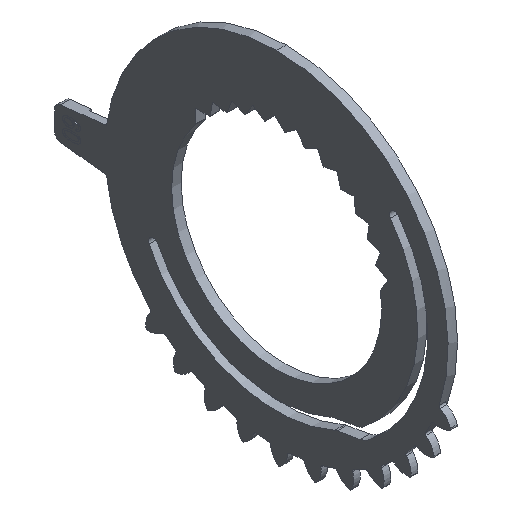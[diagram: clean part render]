
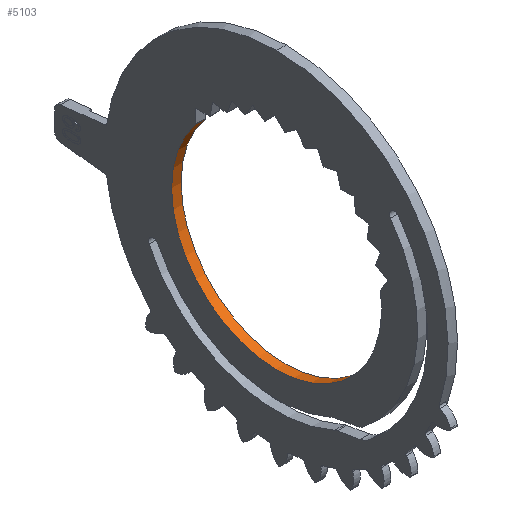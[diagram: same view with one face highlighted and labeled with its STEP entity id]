
A CAD part, isometric view. The second image highlights one B-rep face of the part: STEP entity #5103.
In plain terms, the highlighted cylindrical face has radius 15.5 mm (diameter 31 mm), a partial arc.
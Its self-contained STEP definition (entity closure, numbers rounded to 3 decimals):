
#2 = CARTESIAN_POINT ( 'NONE',  ( 1.4, 11.96, 9.859 ) ) ;
#29 = VECTOR ( 'NONE', #7233, 1000. ) ;
#185 = LINE ( 'NONE', #7234, #5795 ) ;
#288 = DIRECTION ( 'NONE',  ( 0., 0., -1. ) ) ;
#297 = CARTESIAN_POINT ( 'NONE',  ( 1.4, 11.96, 9.859 ) ) ;
#318 = VERTEX_POINT ( 'NONE', #6911 ) ;
#370 = ORIENTED_EDGE ( 'NONE', *, *, #1179, .F. ) ;
#373 = EDGE_LOOP ( 'NONE', ( #370, #3706, #1453, #3575 ) ) ;
#475 = CIRCLE ( 'NONE', #1571, 15.5 ) ;
#747 = CARTESIAN_POINT ( 'NONE',  ( 1.4, 0., 0. ) ) ;
#1179 = EDGE_CURVE ( 'NONE', #318, #1358, #185, .T. ) ;
#1323 = FACE_OUTER_BOUND ( 'NONE', #373, .T. ) ;
#1358 = VERTEX_POINT ( 'NONE', #7641 ) ;
#1436 = DIRECTION ( 'NONE',  ( 0., 0., 1. ) ) ;
#1453 = ORIENTED_EDGE ( 'NONE', *, *, #7033, .T. ) ;
#1461 = EDGE_CURVE ( 'NONE', #1358, #4332, #2323, .T. ) ;
#1571 = AXIS2_PLACEMENT_3D ( 'NONE', #747, #4425, #288 ) ;
#2056 = CARTESIAN_POINT ( 'NONE',  ( 0., 11.96, 9.859 ) ) ;
#2163 = DIRECTION ( 'NONE',  ( 1., 0., 0. ) ) ;
#2198 = CARTESIAN_POINT ( 'NONE',  ( 0., 0., 0. ) ) ;
#2308 = AXIS2_PLACEMENT_3D ( 'NONE', #5550, #2669, #1436 ) ;
#2323 = CIRCLE ( 'NONE', #2694, 15.5 ) ;
#2669 = DIRECTION ( 'NONE',  ( -1., 0., 0. ) ) ;
#2694 = AXIS2_PLACEMENT_3D ( 'NONE', #2198, #2163, #4019 ) ;
#2820 = VERTEX_POINT ( 'NONE', #2 ) ;
#3575 = ORIENTED_EDGE ( 'NONE', *, *, #1461, .F. ) ;
#3706 = ORIENTED_EDGE ( 'NONE', *, *, #5212, .T. ) ;
#3776 = DIRECTION ( 'NONE',  ( -1., 0., 0. ) ) ;
#4019 = DIRECTION ( 'NONE',  ( 0., 0., -1. ) ) ;
#4332 = VERTEX_POINT ( 'NONE', #2056 ) ;
#4363 = LINE ( 'NONE', #297, #29 ) ;
#4425 = DIRECTION ( 'NONE',  ( 1., 0., 0. ) ) ;
#5103 = ADVANCED_FACE ( 'NONE', ( #1323 ), #5588, .F. ) ;
#5212 = EDGE_CURVE ( 'NONE', #318, #2820, #475, .T. ) ;
#5550 = CARTESIAN_POINT ( 'NONE',  ( 1.4, 0., 0. ) ) ;
#5588 = CYLINDRICAL_SURFACE ( 'NONE', #2308, 15.5 ) ;
#5795 = VECTOR ( 'NONE', #3776, 1000. ) ;
#6911 = CARTESIAN_POINT ( 'NONE',  ( 1.4, -15.33, 2.291 ) ) ;
#7033 = EDGE_CURVE ( 'NONE', #2820, #4332, #4363, .T. ) ;
#7233 = DIRECTION ( 'NONE',  ( -1., 0., 0. ) ) ;
#7234 = CARTESIAN_POINT ( 'NONE',  ( 1.4, -15.33, 2.291 ) ) ;
#7641 = CARTESIAN_POINT ( 'NONE',  ( 0., -15.33, 2.291 ) ) ;
